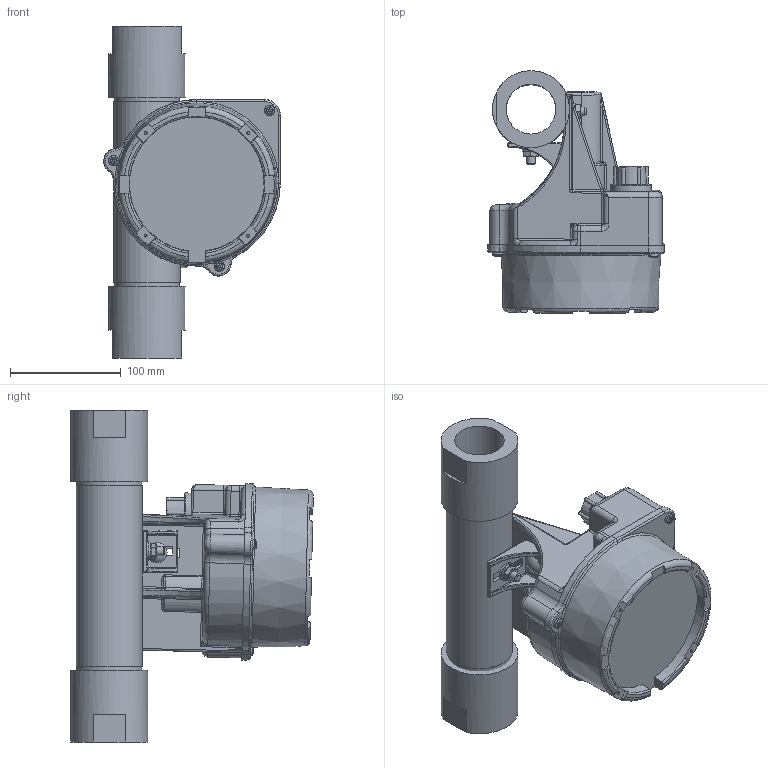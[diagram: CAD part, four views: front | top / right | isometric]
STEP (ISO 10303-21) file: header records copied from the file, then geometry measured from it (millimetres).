
FILE_DESCRIPTION(/* description */ (''),/* implementation_level */ '2;1');
FILE_NAME(/* name */ '',/* time_stamp */ '2015-12-22T16:21:03+01:00',/* author */ (''),/* organization */ (''),/* preprocessor_version */ 'ST-DEVELOPER v14',/* originating_system */ 'SIEMENS PLM Software NX 8.0',/* authorisation */ '');
FILE_SCHEMA (('CONFIG_CONTROL_DESIGN'));
Length unit declared in the file: millimetre
Products named in the file (1): sz_12_1_1_2_nptf_is_1_2_conduit_stp
Bounding box: 159.69 x 219.13 x 300 mm (x, y, z)
Volume: 2281404.8 mm3; surface area: 342277.5 mm2
Topology: 40 solids, 40 shells, 1055 faces, 2482 edges, 1464 vertices
Faces by surface type: plane 359, cylinder 347, bspline 107, cone 96, torus 89, sphere 57
Full cylindrical faces by diameter (mm): 4.597 x3, 4.699 x3, 5.715 x3, 6 x3, 6.807 x1, 6.858 x8, 7.717 x2, 7.9 x3, 8.731 x2, 8.738 x8, 9.271 x3, 14.275 x1, 17.475 x8, 19.05 x2, 20.955 x1, 21.438 x1, 36.5 x2, 44.955 x2, 48.8 x1, 58.732 x2, 60 x1, 69.5 x2
Entity records: 40331 total; most frequent: CARTESIAN_POINT 17677, DIRECTION 4760, ORIENTED_EDGE 4482, EDGE_CURVE 2241, AXIS2_PLACEMENT_3D 1973, VERTEX_POINT 1428, EDGE_LOOP 1274, ADVANCED_FACE 1055
